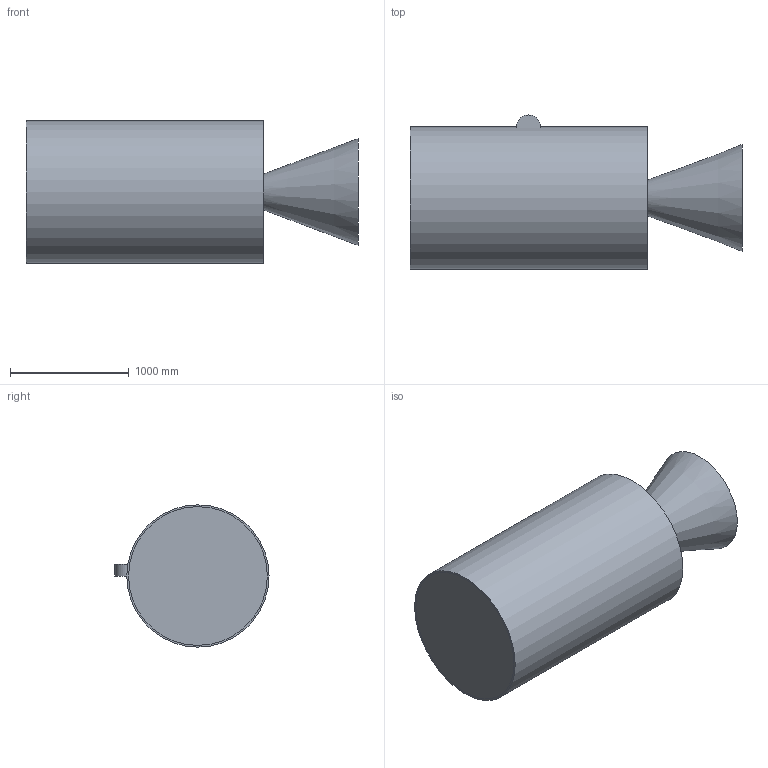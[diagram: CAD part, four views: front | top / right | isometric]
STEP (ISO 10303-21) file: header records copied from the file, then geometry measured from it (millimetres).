
FILE_DESCRIPTION(('FreeCAD Model'),'2;1');
FILE_NAME('Open CASCADE Shape Model','2025-09-30T15:05:58',('Author'),( ''),'Open CASCADE STEP processor 7.8','FreeCAD','Unknown');
FILE_SCHEMA(('AUTOMOTIVE_DESIGN { 1 0 10303 214 1 1 1 1 }'));
Length unit declared in the file: millimetre
Products named in the file (5): Tank; AmmoniaMotor; Hull; Nozzle; Flange
Assembly tree (3 placements, depth 2):
  Tank
  AmmoniaMotor
    Hull
    Nozzle
    Flange
Bounding box: 2800 x 1300 x 1200 mm (x, y, z)
Volume: 2621816149.1 mm3; surface area: 27247630.7 mm2
Topology: 4 solids, 4 shells, 13 faces, 15 edges, 10 vertices
Faces by surface type: plane 8, cylinder 4, cone 1
Full cylindrical faces by diameter (mm): 200 x1, 1170 x1, 1200 x2
Entity records: 575 total; most frequent: DIRECTION 89, CARTESIAN_POINT 72, ORIENTED_EDGE 30, PCURVE 30, DEFINITIONAL_REPRESENTATION 30, AXIS2_PLACEMENT_3D 27, LINE 25, VECTOR 25
